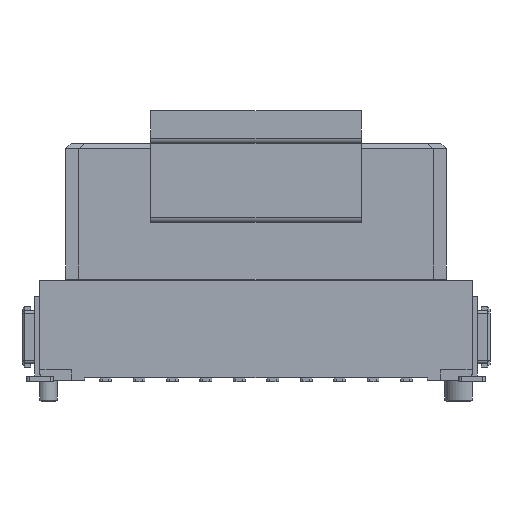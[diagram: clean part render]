
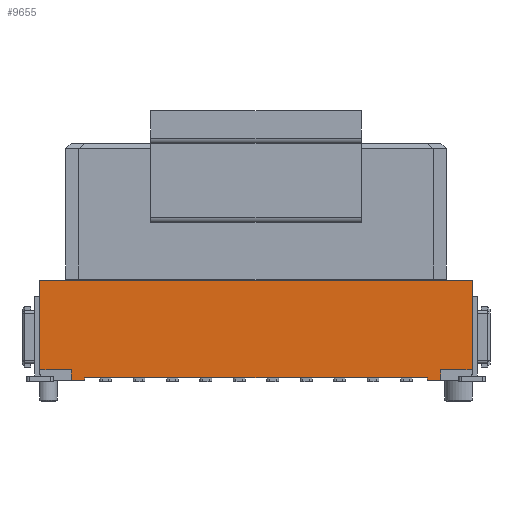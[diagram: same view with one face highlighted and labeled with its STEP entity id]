
A CAD part, front view. The second image highlights one B-rep face of the part: STEP entity #9655.
In plain terms, the highlighted planar face has unit normal (0, -1, 0).
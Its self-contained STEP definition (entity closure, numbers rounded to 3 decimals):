
#94=DIRECTION('',(1.,0.,0.));
#95=VECTOR('',#94,0.5);
#96=CARTESIAN_POINT('',(-7.01,-2.1,0.));
#97=LINE('',#96,#95);
#101=DIRECTION('',(1.,0.,0.));
#102=VECTOR('',#101,0.5);
#103=CARTESIAN_POINT('',(6.51,-2.1,0.));
#104=LINE('',#103,#102);
#213=DIRECTION('',(1.,0.,0.));
#214=VECTOR('',#213,13.02);
#215=CARTESIAN_POINT('',(-6.51,-2.1,0.1));
#216=LINE('',#215,#214);
#220=DIRECTION('',(0.,0.,1.));
#221=VECTOR('',#220,0.1);
#222=CARTESIAN_POINT('',(-6.51,-2.1,0.));
#223=LINE('',#222,#221);
#227=DIRECTION('',(0.,0.,1.));
#228=VECTOR('',#227,0.4);
#229=CARTESIAN_POINT('',(-7.01,-2.1,0.));
#230=LINE('',#229,#228);
#234=DIRECTION('',(1.,0.,0.));
#235=VECTOR('',#234,1.2);
#236=CARTESIAN_POINT('',(-8.21,-2.1,0.4));
#237=LINE('',#236,#235);
#241=DIRECTION('',(0.,0.,1.));
#242=VECTOR('',#241,3.4);
#243=CARTESIAN_POINT('',(-8.21,-2.1,0.4));
#244=LINE('',#243,#242);
#248=DIRECTION('',(1.,0.,0.));
#249=VECTOR('',#248,16.42);
#250=CARTESIAN_POINT('',(-8.21,-2.1,3.8));
#251=LINE('',#250,#249);
#255=DIRECTION('',(1.,0.,0.));
#256=VECTOR('',#255,1.2);
#257=CARTESIAN_POINT('',(7.01,-2.1,0.4));
#258=LINE('',#257,#256);
#262=DIRECTION('',(0.,0.,1.));
#263=VECTOR('',#262,0.4);
#264=CARTESIAN_POINT('',(7.01,-2.1,0.));
#265=LINE('',#264,#263);
#269=DIRECTION('',(0.,0.,1.));
#270=VECTOR('',#269,0.1);
#271=CARTESIAN_POINT('',(6.51,-2.1,0.));
#272=LINE('',#271,#270);
#505=DIRECTION('',(0.,0.,1.));
#506=VECTOR('',#505,3.4);
#507=CARTESIAN_POINT('',(8.21,-2.1,0.4));
#508=LINE('',#507,#506);
#8105=CARTESIAN_POINT('',(-8.21,-2.1,3.8));
#8106=CARTESIAN_POINT('',(8.21,-2.1,3.8));
#8107=VERTEX_POINT('',#8105);
#8108=VERTEX_POINT('',#8106);
#8118=CARTESIAN_POINT('',(8.21,-2.1,0.4));
#8120=VERTEX_POINT('',#8118);
#8136=CARTESIAN_POINT('',(-8.21,-2.1,0.4));
#8138=VERTEX_POINT('',#8136);
#8143=CARTESIAN_POINT('',(7.01,-2.1,0.));
#8145=VERTEX_POINT('',#8143);
#8159=CARTESIAN_POINT('',(-7.01,-2.1,0.));
#8160=VERTEX_POINT('',#8159);
#8161=CARTESIAN_POINT('',(-7.01,-2.1,0.4));
#8162=VERTEX_POINT('',#8161);
#8163=CARTESIAN_POINT('',(7.01,-2.1,0.4));
#8164=VERTEX_POINT('',#8163);
#9477=CARTESIAN_POINT('',(-6.51,-2.1,0.1));
#9478=CARTESIAN_POINT('',(6.51,-2.1,0.1));
#9479=VERTEX_POINT('',#9477);
#9480=VERTEX_POINT('',#9478);
#9481=CARTESIAN_POINT('',(-6.51,-2.1,0.));
#9482=VERTEX_POINT('',#9481);
#9483=CARTESIAN_POINT('',(6.51,-2.1,0.));
#9484=VERTEX_POINT('',#9483);
#9628=CARTESIAN_POINT('',(-8.21,-2.1,0.));
#9629=DIRECTION('',(0.,-1.,0.));
#9630=DIRECTION('',(1.,0.,0.));
#9631=AXIS2_PLACEMENT_3D('',#9628,#9629,#9630);
#9632=PLANE('',#9631);
#9633=ORIENTED_EDGE('',*,*,#9604,.F.);
#9634=ORIENTED_EDGE('',*,*,#9573,.F.);
#9635=ORIENTED_EDGE('',*,*,#9528,.F.);
#9637=ORIENTED_EDGE('',*,*,#9636,.T.);
#9639=ORIENTED_EDGE('',*,*,#9638,.F.);
#9641=ORIENTED_EDGE('',*,*,#9640,.T.);
#9643=ORIENTED_EDGE('',*,*,#9642,.T.);
#9645=ORIENTED_EDGE('',*,*,#9644,.F.);
#9647=ORIENTED_EDGE('',*,*,#9646,.F.);
#9649=ORIENTED_EDGE('',*,*,#9648,.F.);
#9650=ORIENTED_EDGE('',*,*,#9540,.F.);
#9652=ORIENTED_EDGE('',*,*,#9651,.T.);
#9653=EDGE_LOOP('',(#9633,#9634,#9635,#9637,#9639,#9641,#9643,#9645,#9647,#9649,
#9650,#9652));
#9654=FACE_OUTER_BOUND('',#9653,.F.);
#9655=ADVANCED_FACE('',(#9654),#9632,.T.);
#9528=EDGE_CURVE('',#8160,#9482,#97,.T.);
#9540=EDGE_CURVE('',#9484,#8145,#104,.T.);
#9573=EDGE_CURVE('',#9482,#9479,#223,.T.);
#9604=EDGE_CURVE('',#9479,#9480,#216,.T.);
#9636=EDGE_CURVE('',#8160,#8162,#230,.T.);
#9638=EDGE_CURVE('',#8138,#8162,#237,.T.);
#9640=EDGE_CURVE('',#8138,#8107,#244,.T.);
#9642=EDGE_CURVE('',#8107,#8108,#251,.T.);
#9644=EDGE_CURVE('',#8120,#8108,#508,.T.);
#9646=EDGE_CURVE('',#8164,#8120,#258,.T.);
#9648=EDGE_CURVE('',#8145,#8164,#265,.T.);
#9651=EDGE_CURVE('',#9484,#9480,#272,.T.);
